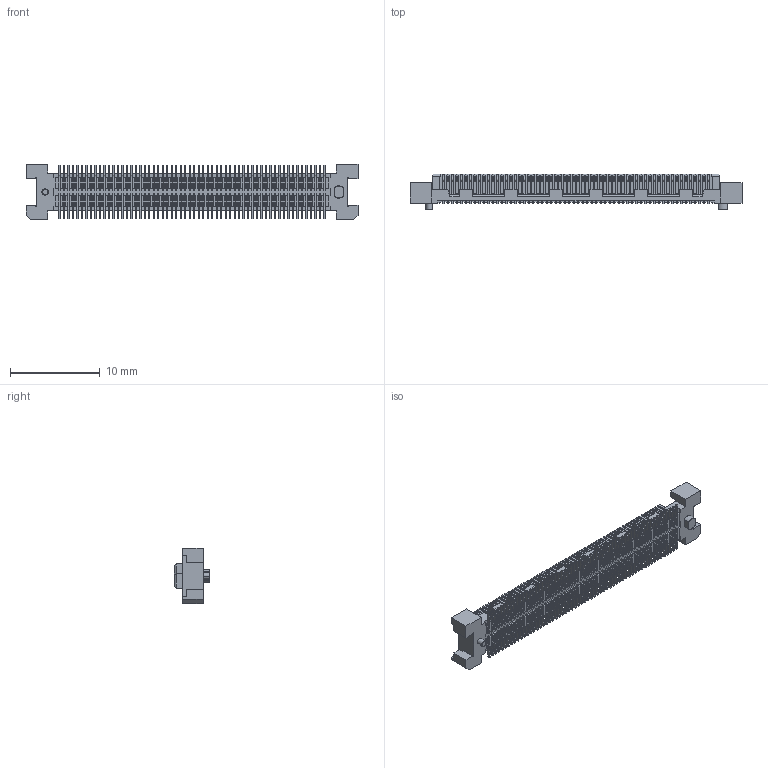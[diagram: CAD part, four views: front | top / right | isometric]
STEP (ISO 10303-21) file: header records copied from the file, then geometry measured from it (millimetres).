
FILE_DESCRIPTION((''),'2;1');
FILE_NAME('PRT0001','2023-10-30T',('gongcheng6'),(''),'PRO/ENGINEER BY PARAMETRIC TECHNOLOGY CORPORATION, 2010280','PRO/ENGINEER BY PARAMETRIC TECHNOLOGY CORPORATION, 2010280','');
FILE_SCHEMA(('CONFIG_CONTROL_DESIGN'));
Products named in the file (1): PRT0001
Bounding box: 36.95 x 4 x 6.2 mm (x, y, z)
Volume: 317.3 mm3; surface area: 1059.4 mm2
Topology: 1 solids, 1 shells, 4163 faces, 11584 edges, 7550 vertices
Faces by surface type: plane 3315, cylinder 844, torus 4
Entity records: 131501 total; most frequent: CARTESIAN_POINT 23320, ORIENTED_EDGE 23168, DIRECTION 21600, EDGE_CURVE 11584, VECTOR 9886, LINE 9886, VERTEX_POINT 7550, AXIS2_PLACEMENT_3D 5857
